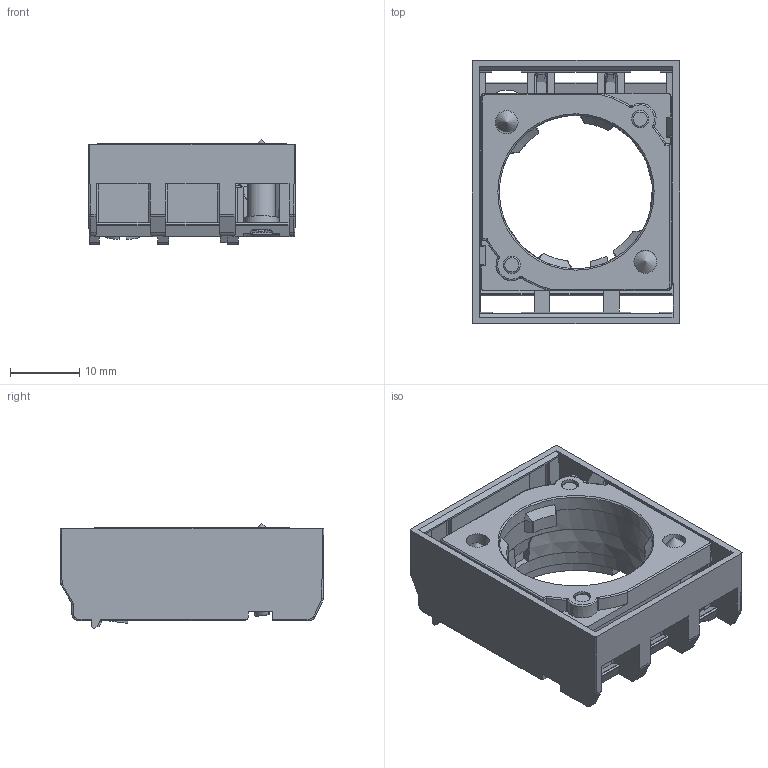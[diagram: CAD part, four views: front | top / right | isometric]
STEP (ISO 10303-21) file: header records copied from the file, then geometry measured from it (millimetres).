
FILE_DESCRIPTION(/* description */ (''),/* implementation_level */ '2;1');
FILE_NAME(/* name */ 'FILE_STP_CAD_DRAWING_LPXAU120M_CATALOG_prt.stp',/* time_stamp */ '2020-10-16T13:38:10+02:00',/* author */ (''),/* organization */ (''),/* preprocessor_version */ 'ST-DEVELOPER v16.7',/* originating_system */ 'SIEMENS PLM Software NX 12.0',/* authorisation */ '');
FILE_SCHEMA (('AUTOMOTIVE_DESIGN { 1 0 10303 214 3 1 1 1 }'));
Length unit declared in the file: millimetre
Products named in the file (1): LPXAU120M_CATALOG
Bounding box: 29.9 x 38 x 15.16 mm (x, y, z)
Surface area: 7712.9 mm2 (no closed solid volume)
Topology: 0 solids, 8 shells, 663 faces, 2089 edges, 1383 vertices
Faces by surface type: plane 345, cylinder 183, cone 57, bspline 50, torus 18, sphere 10
Full cylindrical faces by diameter (mm): 3.31 x2, 4 x2, 5 x2
Entity records: 25799 total; most frequent: CARTESIAN_POINT 7816, ORIENTED_EDGE 3731, DIRECTION 3626, EDGE_CURVE 2040, VERTEX_POINT 1369, AXIS2_PLACEMENT_3D 1262, LINE 1102, VECTOR 1102
